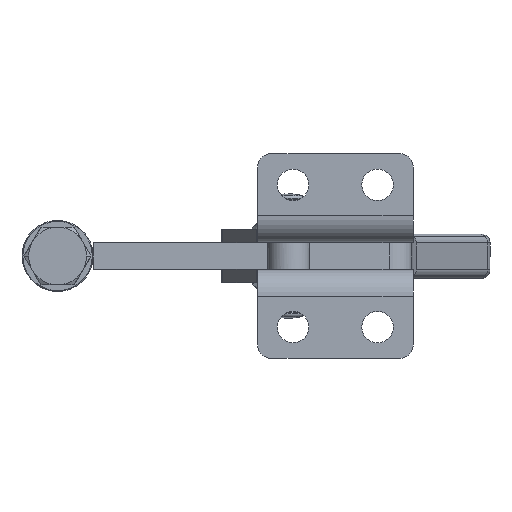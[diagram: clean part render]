
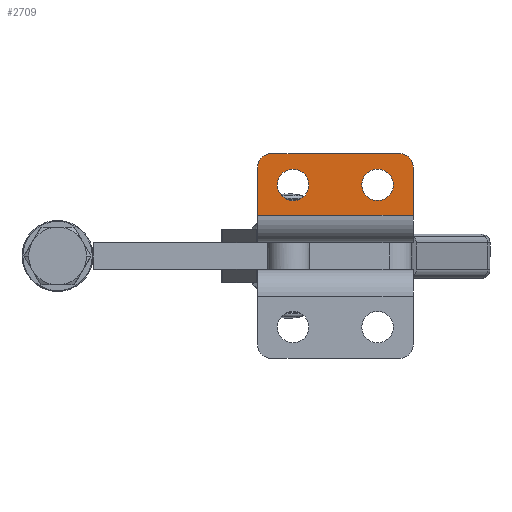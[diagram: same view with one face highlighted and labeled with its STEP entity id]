
A CAD part, front view. The second image highlights one B-rep face of the part: STEP entity #2709.
In plain terms, the highlighted planar face has unit normal (0, -1, 0).
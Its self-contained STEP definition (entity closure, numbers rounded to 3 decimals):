
#403=CARTESIAN_POINT('',(4.45,-3.487,22.));
#404=VERTEX_POINT('',#403);
#413=CARTESIAN_POINT('',(11.55,-3.487,22.));
#414=VERTEX_POINT('',#413);
#415=CARTESIAN_POINT('',(8.0,-3.487,22.));
#416=DIRECTION('',(0.0,1.0,0.0));
#417=DIRECTION('',(-1.0,0.0,0.0));
#418=AXIS2_PLACEMENT_3D('',#415,#416,#417);
#419=CIRCLE('',#418,3.55);
#420=EDGE_CURVE('',#414,#404,#419,.T.);
#445=CARTESIAN_POINT('',(23.45,-3.487,22.));
#446=VERTEX_POINT('',#445);
#455=CARTESIAN_POINT('',(30.55,-3.487,22.));
#456=VERTEX_POINT('',#455);
#457=CARTESIAN_POINT('',(27.,-3.487,22.));
#458=DIRECTION('',(0.0,1.0,0.0));
#459=DIRECTION('',(-1.0,0.0,0.0));
#460=AXIS2_PLACEMENT_3D('',#457,#458,#459);
#461=CIRCLE('',#460,3.55);
#462=EDGE_CURVE('',#456,#446,#461,.T.);
#2183=CARTESIAN_POINT('',(35.0,-3.487,15.2));
#2184=VERTEX_POINT('',#2183);
#2192=CARTESIAN_POINT('',(0.,-3.487,15.2));
#2193=VERTEX_POINT('',#2192);
#2194=CARTESIAN_POINT('',(0.,-3.487,15.2));
#2195=DIRECTION('',(1.0,0.0,0.0));
#2196=VECTOR('',#2195,35.0);
#2197=LINE('',#2194,#2196);
#2198=EDGE_CURVE('',#2193,#2184,#2197,.T.);
#2641=CARTESIAN_POINT('',(16.386,-3.487,-1.776));
#2642=DIRECTION('',(0.0,1.0,0.0));
#2643=DIRECTION('',(1.0,0.0,0.0));
#2644=AXIS2_PLACEMENT_3D('',#2641,#2642,#2643);
#2645=PLANE('',#2644);
#2646=ORIENTED_EDGE('',*,*,#2198,.T.);
#2647=CARTESIAN_POINT('',(35.,-3.487,26.));
#2648=VERTEX_POINT('',#2647);
#2649=CARTESIAN_POINT('',(35.,-3.487,26.));
#2650=DIRECTION('',(0.0,0.0,-1.0));
#2651=VECTOR('',#2650,10.8);
#2652=LINE('',#2649,#2651);
#2653=EDGE_CURVE('',#2648,#2184,#2652,.T.);
#2654=ORIENTED_EDGE('',*,*,#2653,.F.);
#2655=CARTESIAN_POINT('',(32.,-3.487,29.));
#2656=VERTEX_POINT('',#2655);
#2657=CARTESIAN_POINT('',(32.,-3.487,26.));
#2658=DIRECTION('',(0.0,1.0,0.0));
#2659=DIRECTION('',(0.0,0.0,1.0));
#2660=AXIS2_PLACEMENT_3D('',#2657,#2658,#2659);
#2661=CIRCLE('',#2660,3.);
#2662=EDGE_CURVE('',#2656,#2648,#2661,.T.);
#2663=ORIENTED_EDGE('',*,*,#2662,.F.);
#2664=CARTESIAN_POINT('',(3.,-3.487,29.));
#2665=VERTEX_POINT('',#2664);
#2666=CARTESIAN_POINT('',(3.,-3.487,29.));
#2667=DIRECTION('',(1.0,0.0,0.0));
#2668=VECTOR('',#2667,29.0);
#2669=LINE('',#2666,#2668);
#2670=EDGE_CURVE('',#2665,#2656,#2669,.T.);
#2671=ORIENTED_EDGE('',*,*,#2670,.F.);
#2672=CARTESIAN_POINT('',(0.,-3.487,26.));
#2673=VERTEX_POINT('',#2672);
#2674=CARTESIAN_POINT('',(3.,-3.487,26.));
#2675=DIRECTION('',(0.0,1.0,0.0));
#2676=DIRECTION('',(-1.0,0.0,0.0));
#2677=AXIS2_PLACEMENT_3D('',#2674,#2675,#2676);
#2678=CIRCLE('',#2677,3.);
#2679=EDGE_CURVE('',#2673,#2665,#2678,.T.);
#2680=ORIENTED_EDGE('',*,*,#2679,.F.);
#2681=CARTESIAN_POINT('',(0.,-3.487,15.2));
#2682=DIRECTION('',(0.0,0.0,1.0));
#2683=VECTOR('',#2682,10.8);
#2684=LINE('',#2681,#2683);
#2685=EDGE_CURVE('',#2193,#2673,#2684,.T.);
#2686=ORIENTED_EDGE('',*,*,#2685,.F.);
#2687=EDGE_LOOP('',(#2646,#2654,#2663,#2671,#2680,#2686));
#2688=FACE_OUTER_BOUND('',#2687,.T.);
#2689=ORIENTED_EDGE('',*,*,#420,.T.);
#2690=CARTESIAN_POINT('',(8.0,-3.487,22.));
#2691=DIRECTION('',(0.0,1.0,0.0));
#2692=DIRECTION('',(-1.0,0.0,0.0));
#2693=AXIS2_PLACEMENT_3D('',#2690,#2691,#2692);
#2694=CIRCLE('',#2693,3.55);
#2695=EDGE_CURVE('',#404,#414,#2694,.T.);
#2696=ORIENTED_EDGE('',*,*,#2695,.T.);
#2697=EDGE_LOOP('',(#2689,#2696));
#2698=FACE_BOUND('',#2697,.T.);
#2699=ORIENTED_EDGE('',*,*,#462,.T.);
#2700=CARTESIAN_POINT('',(27.,-3.487,22.));
#2701=DIRECTION('',(0.0,1.0,0.0));
#2702=DIRECTION('',(-1.0,0.0,0.0));
#2703=AXIS2_PLACEMENT_3D('',#2700,#2701,#2702);
#2704=CIRCLE('',#2703,3.55);
#2705=EDGE_CURVE('',#446,#456,#2704,.T.);
#2706=ORIENTED_EDGE('',*,*,#2705,.T.);
#2707=EDGE_LOOP('',(#2699,#2706));
#2708=FACE_BOUND('',#2707,.T.);
#2709=ADVANCED_FACE('',(#2688,#2698,#2708),#2645,.F.);
